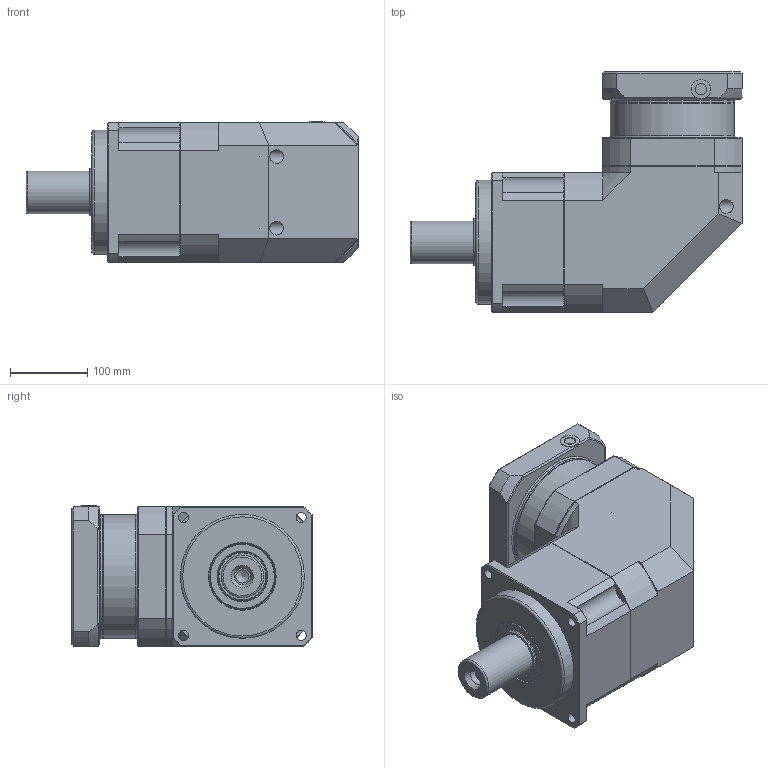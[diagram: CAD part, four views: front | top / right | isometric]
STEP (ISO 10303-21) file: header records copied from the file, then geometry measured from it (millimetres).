
FILE_DESCRIPTION(/* description */ (''),/* implementation_level */ '2;1');
FILE_NAME(/* name */ 'NPR18000A1-180A-S1.stp',/* time_stamp */ '2018-11-02T18:42:51+09:00',/* author */ ('Y.J.JI'),/* organization */ (''),/* preprocessor_version */ 'ST-DEVELOPER v15.6',/* originating_system */ 'Autodesk Inventor 2015',/* authorisation */ '');
FILE_SCHEMA (('AUTOMOTIVE_DESIGN { 1 0 10303 214 3 1 1 }'));
Length unit declared in the file: millimetre
Products named in the file (1): NPR18000A1-180A-S1
Bounding box: 428.5 x 310 x 181 mm (x, y, z)
Volume: 10512777.3 mm3; surface area: 608649.1 mm2
Topology: 2 solids, 26 shells, 523 faces, 1202 edges, 758 vertices
Faces by surface type: plane 248, cylinder 138, cone 92, torus 39, sphere 4, bspline 2
Full cylindrical faces by diameter (mm): 8.376 x9, 10 x9, 10.106 x8, 11 x9, 12 x4, 12.5 x1, 13 x4, 14 x5, 14.5 x1, 16 x9, 17.294 x1, 17.5 x8, 18 x4, 20 x4, 21 x1, 25 x1, 48 x1, 55 x1, 60 x1, 63 x2, 85 x2, 112 x1, 114.3 x1, 120 x1, 160 x4
Entity records: 13862 total; most frequent: CARTESIAN_POINT 2883, DIRECTION 2228, ORIENTED_EDGE 1908, EDGE_CURVE 954, AXIS2_PLACEMENT_3D 923, EDGE_LOOP 766, VERTEX_POINT 688, FACE_OUTER_BOUND 523
